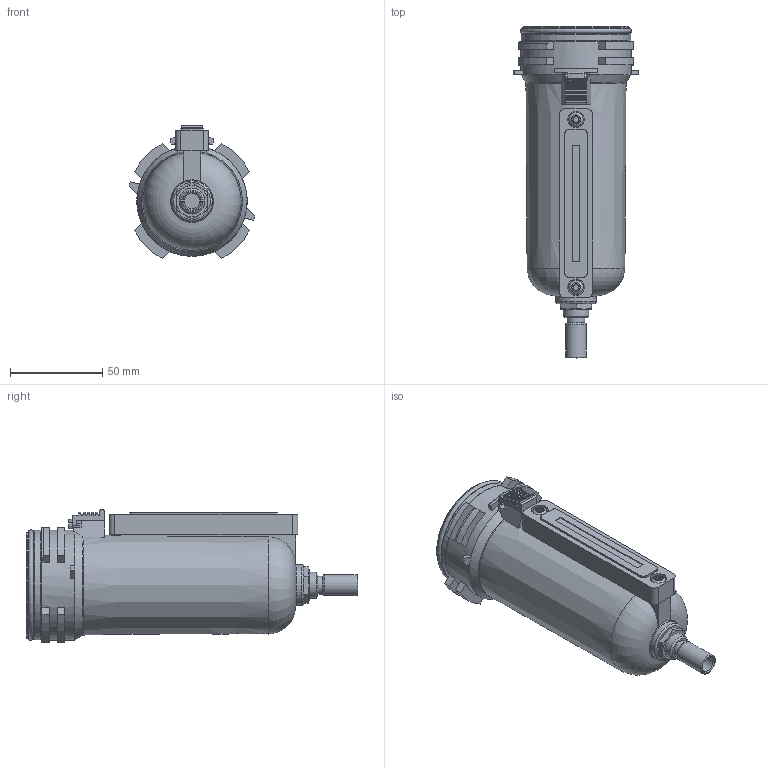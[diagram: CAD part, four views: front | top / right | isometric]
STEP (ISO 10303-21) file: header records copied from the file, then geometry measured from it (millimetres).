
FILE_DESCRIPTION(/* description */ ('STEP AP214'),/* implementation_level */ '2;1');
FILE_NAME(/* name */ '033583',/* time_stamp */ '2026-03-18T12:15:29+01:00',/* author */ ('License CC BY-ND 4.0'),/* organization */ ('CADENAS'),/* preprocessor_version */ 'ST-DEVELOPER v20',/* originating_system */ 'PARTsolutions',/* authorisation */ ' ');
FILE_SCHEMA (('AUTOMOTIVE_DESIGN {1 0 10303 214 3 1 1}'));
Length unit declared in the file: millimetre
Products named in the file (5): 033583; 033583_G; 033583_A; 033583_RE; 033583_DIS
Assembly tree (4 placements, depth 2):
  033583
    033583_G
    033583_A
    033583_RE
    033583_DIS
Bounding box: 68.18 x 180 x 71.93 mm (x, y, z)
Volume: 371131.4 mm3; surface area: 43328.7 mm2
Topology: 4 solids, 4 shells, 303 faces, 774 edges, 504 vertices
Faces by surface type: plane 140, cylinder 108, torus 42, cone 13
Full cylindrical faces by diameter (mm): 8 x2, 8.566 x1, 9 x2, 9.728 x1, 11.3 x1, 14 x1, 22 x1, 55.6 x2, 57.5 x1, 59.4 x1, 59.8 x1
Entity records: 10605 total; most frequent: CARTESIAN_POINT 1842, DIRECTION 1556, ORIENTED_EDGE 1472, EDGE_CURVE 736, AXIS2_PLACEMENT_3D 598, VERTEX_POINT 500, EDGE_LOOP 362, FACE_BOUND 362
